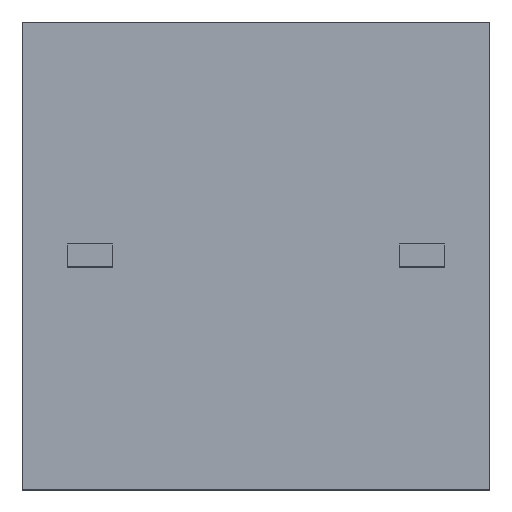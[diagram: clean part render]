
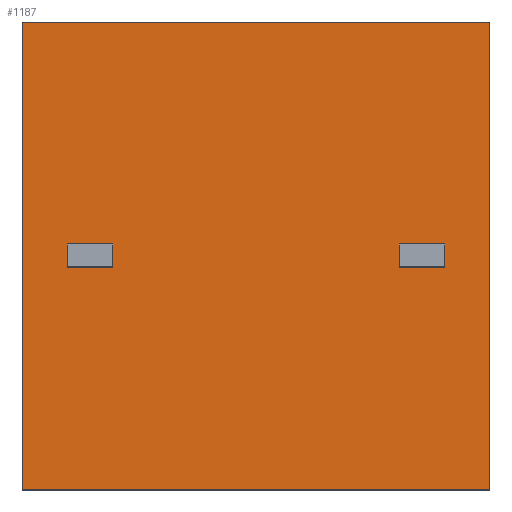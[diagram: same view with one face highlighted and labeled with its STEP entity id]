
A CAD part, top view. The second image highlights one B-rep face of the part: STEP entity #1187.
In plain terms, the highlighted planar face has unit normal (0, 0, 1).
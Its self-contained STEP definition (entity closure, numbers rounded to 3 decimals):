
#52 = DIRECTION ( 'NONE',  ( -1., 0., 0. ) ) ;
#56 = ORIENTED_EDGE ( 'NONE', *, *, #827, .F. ) ;
#57 = FACE_BOUND ( 'NONE', #1385, .T. ) ;
#77 = ORIENTED_EDGE ( 'NONE', *, *, #1381, .T. ) ;
#83 = LINE ( 'NONE', #842, #740 ) ;
#99 = FACE_OUTER_BOUND ( 'NONE', #442, .T. ) ;
#110 = DIRECTION ( 'NONE',  ( 0., 1., 0. ) ) ;
#126 = VERTEX_POINT ( 'NONE', #1382 ) ;
#130 = ORIENTED_EDGE ( 'NONE', *, *, #1095, .F. ) ;
#176 = EDGE_CURVE ( 'NONE', #720, #600, #1429, .T. ) ;
#188 = VERTEX_POINT ( 'NONE', #210 ) ;
#203 = VECTOR ( 'NONE', #1282, 1000. ) ;
#208 = VECTOR ( 'NONE', #850, 1000. ) ;
#210 = CARTESIAN_POINT ( 'NONE',  ( 6.2, 0., 3.5 ) ) ;
#220 = CARTESIAN_POINT ( 'NONE',  ( 0.6, 2.95, 3.5 ) ) ;
#221 = CARTESIAN_POINT ( 'NONE',  ( 5.6, 2.95, 3.5 ) ) ;
#239 = VERTEX_POINT ( 'NONE', #1467 ) ;
#240 = VECTOR ( 'NONE', #52, 1000. ) ;
#267 = CARTESIAN_POINT ( 'NONE',  ( 0., 0., 3.5 ) ) ;
#273 = EDGE_CURVE ( 'NONE', #851, #126, #1347, .T. ) ;
#286 = DIRECTION ( 'NONE',  ( 0., 1., 0. ) ) ;
#311 = CARTESIAN_POINT ( 'NONE',  ( 0.6, 3.25, 3.5 ) ) ;
#320 = LINE ( 'NONE', #1248, #1419 ) ;
#330 = ORIENTED_EDGE ( 'NONE', *, *, #657, .F. ) ;
#347 = ORIENTED_EDGE ( 'NONE', *, *, #866, .T. ) ;
#354 = CARTESIAN_POINT ( 'NONE',  ( 5., 3.25, 3.5 ) ) ;
#366 = CARTESIAN_POINT ( 'NONE',  ( 0.6, 2.95, 3.5 ) ) ;
#391 = AXIS2_PLACEMENT_3D ( 'NONE', #944, #493, #1046 ) ;
#397 = CARTESIAN_POINT ( 'NONE',  ( 0., 0., 3.5 ) ) ;
#399 = VECTOR ( 'NONE', #286, 1000. ) ;
#400 = DIRECTION ( 'NONE',  ( 1., 0., 0. ) ) ;
#425 = CARTESIAN_POINT ( 'NONE',  ( 1.2, 2.95, 3.5 ) ) ;
#428 = VERTEX_POINT ( 'NONE', #792 ) ;
#429 = VECTOR ( 'NONE', #617, 1000. ) ;
#442 = EDGE_LOOP ( 'NONE', ( #1411, #347, #77, #805 ) ) ;
#450 = LINE ( 'NONE', #366, #488 ) ;
#488 = VECTOR ( 'NONE', #904, 1000. ) ;
#493 = DIRECTION ( 'NONE',  ( 0., 0., 1. ) ) ;
#503 = CARTESIAN_POINT ( 'NONE',  ( 5.6, 3.25, 3.5 ) ) ;
#527 = EDGE_CURVE ( 'NONE', #239, #877, #450, .T. ) ;
#576 = EDGE_CURVE ( 'NONE', #1041, #188, #1344, .T. ) ;
#599 = LINE ( 'NONE', #354, #203 ) ;
#600 = VERTEX_POINT ( 'NONE', #706 ) ;
#617 = DIRECTION ( 'NONE',  ( 0., -1., 0. ) ) ;
#626 = CARTESIAN_POINT ( 'NONE',  ( 5.6, 3.25, 3.5 ) ) ;
#657 = EDGE_CURVE ( 'NONE', #877, #851, #83, .T. ) ;
#675 = LINE ( 'NONE', #758, #1145 ) ;
#683 = EDGE_LOOP ( 'NONE', ( #56, #1105, #330, #856 ) ) ;
#703 = LINE ( 'NONE', #1013, #1163 ) ;
#706 = CARTESIAN_POINT ( 'NONE',  ( 5., 3.25, 3.5 ) ) ;
#720 = VERTEX_POINT ( 'NONE', #626 ) ;
#740 = VECTOR ( 'NONE', #400, 1000. ) ;
#742 = DIRECTION ( 'NONE',  ( 0., 1., 0. ) ) ;
#748 = VERTEX_POINT ( 'NONE', #833 ) ;
#758 = CARTESIAN_POINT ( 'NONE',  ( 6.2, 0., 3.5 ) ) ;
#770 = DIRECTION ( 'NONE',  ( -1., 0., 0. ) ) ;
#792 = CARTESIAN_POINT ( 'NONE',  ( 5., 2.95, 3.5 ) ) ;
#805 = ORIENTED_EDGE ( 'NONE', *, *, #1286, .T. ) ;
#827 = EDGE_CURVE ( 'NONE', #126, #239, #1257, .T. ) ;
#833 = CARTESIAN_POINT ( 'NONE',  ( 6.2, 6.2, 3.5 ) ) ;
#842 = CARTESIAN_POINT ( 'NONE',  ( 0.6, 2.95, 3.5 ) ) ;
#850 = DIRECTION ( 'NONE',  ( -1., 0., 0. ) ) ;
#851 = VERTEX_POINT ( 'NONE', #425 ) ;
#856 = ORIENTED_EDGE ( 'NONE', *, *, #527, .F. ) ;
#866 = EDGE_CURVE ( 'NONE', #188, #748, #675, .T. ) ;
#877 = VERTEX_POINT ( 'NONE', #220 ) ;
#894 = CARTESIAN_POINT ( 'NONE',  ( 1.2, 3.25, 3.5 ) ) ;
#904 = DIRECTION ( 'NONE',  ( 0., -1., 0. ) ) ;
#927 = VECTOR ( 'NONE', #110, 1000. ) ;
#944 = CARTESIAN_POINT ( 'NONE',  ( 0., 0., 3.5 ) ) ;
#953 = CARTESIAN_POINT ( 'NONE',  ( 5.6, 3.1, 3.5 ) ) ;
#983 = LINE ( 'NONE', #953, #399 ) ;
#1013 = CARTESIAN_POINT ( 'NONE',  ( 5., 2.95, 3.5 ) ) ;
#1019 = VERTEX_POINT ( 'NONE', #1140 ) ;
#1028 = CARTESIAN_POINT ( 'NONE',  ( 0., 0., 3.5 ) ) ;
#1041 = VERTEX_POINT ( 'NONE', #1028 ) ;
#1046 = DIRECTION ( 'NONE',  ( 1., 0., 0. ) ) ;
#1052 = PLANE ( 'NONE',  #391 ) ;
#1083 = VECTOR ( 'NONE', #1373, 1000. ) ;
#1095 = EDGE_CURVE ( 'NONE', #428, #1352, #703, .T. ) ;
#1104 = LINE ( 'NONE', #397, #429 ) ;
#1105 = ORIENTED_EDGE ( 'NONE', *, *, #273, .F. ) ;
#1129 = EDGE_CURVE ( 'NONE', #600, #428, #599, .T. ) ;
#1140 = CARTESIAN_POINT ( 'NONE',  ( 0., 6.2, 3.5 ) ) ;
#1145 = VECTOR ( 'NONE', #742, 1000. ) ;
#1163 = VECTOR ( 'NONE', #1365, 1000. ) ;
#1187 = ADVANCED_FACE ( 'NONE', ( #99, #1271, #57 ), #1052, .T. ) ;
#1248 = CARTESIAN_POINT ( 'NONE',  ( 0., 6.2, 3.5 ) ) ;
#1250 = ORIENTED_EDGE ( 'NONE', *, *, #1129, .F. ) ;
#1257 = LINE ( 'NONE', #311, #208 ) ;
#1266 = EDGE_CURVE ( 'NONE', #1352, #720, #983, .T. ) ;
#1271 = FACE_BOUND ( 'NONE', #683, .T. ) ;
#1282 = DIRECTION ( 'NONE',  ( 0., -1., 0. ) ) ;
#1286 = EDGE_CURVE ( 'NONE', #1019, #1041, #1104, .T. ) ;
#1306 = ORIENTED_EDGE ( 'NONE', *, *, #176, .F. ) ;
#1344 = LINE ( 'NONE', #267, #1083 ) ;
#1347 = LINE ( 'NONE', #894, #927 ) ;
#1352 = VERTEX_POINT ( 'NONE', #221 ) ;
#1365 = DIRECTION ( 'NONE',  ( 1., 0., 0. ) ) ;
#1367 = ORIENTED_EDGE ( 'NONE', *, *, #1266, .F. ) ;
#1373 = DIRECTION ( 'NONE',  ( 1., 0., 0. ) ) ;
#1381 = EDGE_CURVE ( 'NONE', #748, #1019, #320, .T. ) ;
#1382 = CARTESIAN_POINT ( 'NONE',  ( 1.2, 3.25, 3.5 ) ) ;
#1385 = EDGE_LOOP ( 'NONE', ( #130, #1250, #1306, #1367 ) ) ;
#1411 = ORIENTED_EDGE ( 'NONE', *, *, #576, .T. ) ;
#1419 = VECTOR ( 'NONE', #770, 1000. ) ;
#1429 = LINE ( 'NONE', #503, #240 ) ;
#1467 = CARTESIAN_POINT ( 'NONE',  ( 0.6, 3.25, 3.5 ) ) ;
